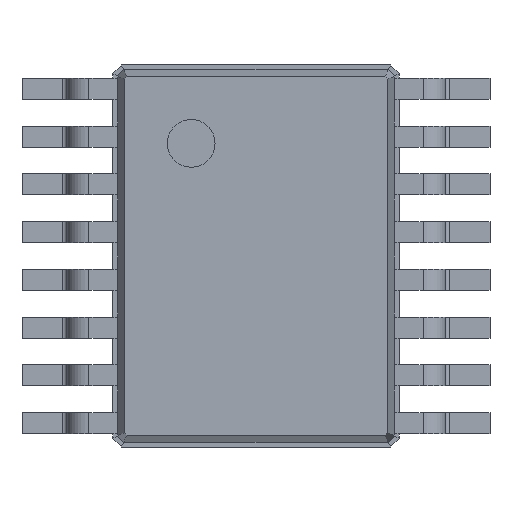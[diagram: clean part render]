
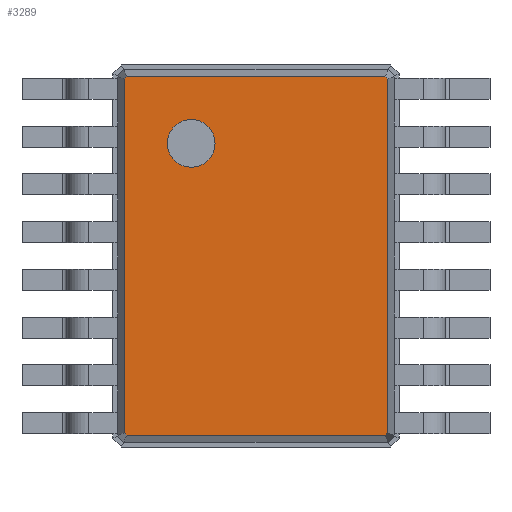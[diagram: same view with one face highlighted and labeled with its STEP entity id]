
A CAD part, top view. The second image highlights one B-rep face of the part: STEP entity #3289.
In plain terms, the highlighted planar face has unit normal (0, 0, 1).
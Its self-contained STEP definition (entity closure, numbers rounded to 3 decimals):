
#1360 = VERTEX_POINT('',#1361);
#1361 = CARTESIAN_POINT('',(1.379,-1.849,0.95));
#1366 = EDGE_CURVE('',#1367,#1360,#1369,.T.);
#1367 = VERTEX_POINT('',#1368);
#1368 = CARTESIAN_POINT('',(1.379,1.849,0.95));
#1369 = LINE('',#1370,#1371);
#1370 = CARTESIAN_POINT('',(1.379,1.849,0.95));
#1371 = VECTOR('',#1372,1.);
#1372 = DIRECTION('',(0.,-1.,0.));
#3272 = EDGE_CURVE('',#3273,#1367,#3275,.T.);
#3273 = VERTEX_POINT('',#3274);
#3274 = CARTESIAN_POINT('',(1.349,1.879,0.95));
#3275 = LINE('',#3276,#3277);
#3276 = CARTESIAN_POINT('',(1.349,1.879,0.95));
#3277 = VECTOR('',#3278,1.);
#3278 = DIRECTION('',(0.707,-0.707,0.));
#3289 = ADVANCED_FACE('',(#3290,#3340),#3351,.T.);
#3290 = FACE_BOUND('',#3291,.T.);
#3291 = EDGE_LOOP('',(#3292,#3300,#3308,#3316,#3324,#3332,#3338,#3339));
#3292 = ORIENTED_EDGE('',*,*,#3293,.F.);
#3293 = EDGE_CURVE('',#3294,#3273,#3296,.T.);
#3294 = VERTEX_POINT('',#3295);
#3295 = CARTESIAN_POINT('',(-1.349,1.879,0.95));
#3296 = LINE('',#3297,#3298);
#3297 = CARTESIAN_POINT('',(-1.349,1.879,0.95));
#3298 = VECTOR('',#3299,1.);
#3299 = DIRECTION('',(1.,0.,0.));
#3300 = ORIENTED_EDGE('',*,*,#3301,.F.);
#3301 = EDGE_CURVE('',#3302,#3294,#3304,.T.);
#3302 = VERTEX_POINT('',#3303);
#3303 = CARTESIAN_POINT('',(-1.379,1.849,0.95));
#3304 = LINE('',#3305,#3306);
#3305 = CARTESIAN_POINT('',(-1.379,1.849,0.95));
#3306 = VECTOR('',#3307,1.);
#3307 = DIRECTION('',(0.707,0.707,0.));
#3308 = ORIENTED_EDGE('',*,*,#3309,.F.);
#3309 = EDGE_CURVE('',#3310,#3302,#3312,.T.);
#3310 = VERTEX_POINT('',#3311);
#3311 = CARTESIAN_POINT('',(-1.379,-1.849,0.95));
#3312 = LINE('',#3313,#3314);
#3313 = CARTESIAN_POINT('',(-1.379,-1.849,0.95));
#3314 = VECTOR('',#3315,1.);
#3315 = DIRECTION('',(0.,1.,0.));
#3316 = ORIENTED_EDGE('',*,*,#3317,.F.);
#3317 = EDGE_CURVE('',#3318,#3310,#3320,.T.);
#3318 = VERTEX_POINT('',#3319);
#3319 = CARTESIAN_POINT('',(-1.349,-1.879,0.95));
#3320 = LINE('',#3321,#3322);
#3321 = CARTESIAN_POINT('',(-1.349,-1.879,0.95));
#3322 = VECTOR('',#3323,1.);
#3323 = DIRECTION('',(-0.707,0.707,0.));
#3324 = ORIENTED_EDGE('',*,*,#3325,.F.);
#3325 = EDGE_CURVE('',#3326,#3318,#3328,.T.);
#3326 = VERTEX_POINT('',#3327);
#3327 = CARTESIAN_POINT('',(1.349,-1.879,0.95));
#3328 = LINE('',#3329,#3330);
#3329 = CARTESIAN_POINT('',(1.349,-1.879,0.95));
#3330 = VECTOR('',#3331,1.);
#3331 = DIRECTION('',(-1.,0.,0.));
#3332 = ORIENTED_EDGE('',*,*,#3333,.F.);
#3333 = EDGE_CURVE('',#1360,#3326,#3334,.T.);
#3334 = LINE('',#3335,#3336);
#3335 = CARTESIAN_POINT('',(1.379,-1.849,0.95));
#3336 = VECTOR('',#3337,1.);
#3337 = DIRECTION('',(-0.707,-0.707,0.));
#3338 = ORIENTED_EDGE('',*,*,#1366,.F.);
#3339 = ORIENTED_EDGE('',*,*,#3272,.F.);
#3340 = FACE_BOUND('',#3341,.T.);
#3341 = EDGE_LOOP('',(#3342));
#3342 = ORIENTED_EDGE('',*,*,#3343,.F.);
#3343 = EDGE_CURVE('',#3344,#3344,#3346,.T.);
#3344 = VERTEX_POINT('',#3345);
#3345 = CARTESIAN_POINT('',(-0.679,0.929,0.95));
#3346 = CIRCLE('',#3347,0.25);
#3347 = AXIS2_PLACEMENT_3D('',#3348,#3349,#3350);
#3348 = CARTESIAN_POINT('',(-0.679,1.179,0.95));
#3349 = DIRECTION('',(0.,0.,1.));
#3350 = DIRECTION('',(0.,-1.,0.));
#3351 = PLANE('',#3352);
#3352 = AXIS2_PLACEMENT_3D('',#3353,#3354,#3355);
#3353 = CARTESIAN_POINT('',(-1.349,1.879,0.95));
#3354 = DIRECTION('',(0.,0.,1.));
#3355 = DIRECTION('',(0.583,-0.812,0.));
